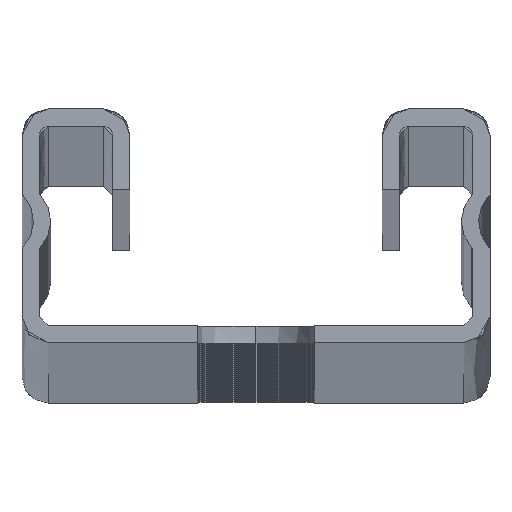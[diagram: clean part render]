
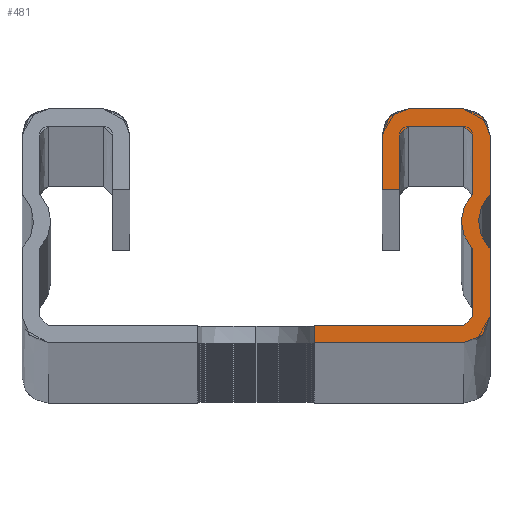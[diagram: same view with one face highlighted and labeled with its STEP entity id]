
A CAD part, top view. The second image highlights one B-rep face of the part: STEP entity #481.
In plain terms, the highlighted planar face has unit normal (0, 0, 1).
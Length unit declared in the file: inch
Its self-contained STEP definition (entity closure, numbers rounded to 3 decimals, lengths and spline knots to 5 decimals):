
#481=ADVANCED_FACE('',(#1094),#1095,.T.);
#1094=FACE_OUTER_BOUND('',#2341,.T.);
#1095=PLANE('',#2342);
#2341=EDGE_LOOP('',(#4068,#4069,#4070,#4071,#4072,#4073,#4074,#4075,#4076,#4077,#4078,#4079,#4080,#4081,#4082,#4083,#4084,#4085,#4086,#4087,#4088,#4089));
#2342=AXIS2_PLACEMENT_3D('',#4090,#4091,#4092);
#4068=ORIENTED_EDGE('',*,*,#5446,.T.);
#4069=ORIENTED_EDGE('',*,*,#5159,.F.);
#4070=ORIENTED_EDGE('',*,*,#5337,.F.);
#4071=ORIENTED_EDGE('',*,*,#5448,.F.);
#4072=ORIENTED_EDGE('',*,*,#5600,.F.);
#4073=ORIENTED_EDGE('',*,*,#5617,.F.);
#4074=ORIENTED_EDGE('',*,*,#5480,.F.);
#4075=ORIENTED_EDGE('',*,*,#5618,.F.);
#4076=ORIENTED_EDGE('',*,*,#5619,.F.);
#4077=ORIENTED_EDGE('',*,*,#5620,.F.);
#4078=ORIENTED_EDGE('',*,*,#5527,.F.);
#4079=ORIENTED_EDGE('',*,*,#5621,.F.);
#4080=ORIENTED_EDGE('',*,*,#5274,.F.);
#4081=ORIENTED_EDGE('',*,*,#5622,.F.);
#4082=ORIENTED_EDGE('',*,*,#5596,.F.);
#4083=ORIENTED_EDGE('',*,*,#5390,.F.);
#4084=ORIENTED_EDGE('',*,*,#5623,.F.);
#4085=ORIENTED_EDGE('',*,*,#5624,.F.);
#4086=ORIENTED_EDGE('',*,*,#5625,.F.);
#4087=ORIENTED_EDGE('',*,*,#5341,.F.);
#4088=ORIENTED_EDGE('',*,*,#5324,.F.);
#4089=ORIENTED_EDGE('',*,*,#5626,.F.);
#4090=CARTESIAN_POINT('',(0.72125,0.34927,120.0));
#4091=DIRECTION('',(0.0,0.0,1.0));
#4092=DIRECTION('',(1.0,0.0,0.0));
#5159=EDGE_CURVE('',#6210,#6185,#6212,.T.);
#5274=EDGE_CURVE('',#6410,#6411,#6412,.T.);
#5324=EDGE_CURVE('',#6484,#6485,#6486,.T.);
#5337=EDGE_CURVE('',#6505,#6210,#6506,.T.);
#5341=EDGE_CURVE('',#6485,#6511,#6512,.T.);
#5390=EDGE_CURVE('',#6583,#6584,#6585,.T.);
#5446=EDGE_CURVE('',#6663,#6185,#6666,.T.);
#5448=EDGE_CURVE('',#6668,#6505,#6669,.T.);
#5480=EDGE_CURVE('',#6714,#6715,#6716,.T.);
#5527=EDGE_CURVE('',#6783,#6784,#6785,.T.);
#5596=EDGE_CURVE('',#6584,#6876,#6877,.T.);
#5600=EDGE_CURVE('',#6882,#6668,#6883,.T.);
#5617=EDGE_CURVE('',#6715,#6882,#6906,.T.);
#5618=EDGE_CURVE('',#6907,#6714,#6908,.T.);
#5619=EDGE_CURVE('',#6909,#6907,#6910,.T.);
#5620=EDGE_CURVE('',#6784,#6909,#6911,.T.);
#5621=EDGE_CURVE('',#6411,#6783,#6912,.T.);
#5622=EDGE_CURVE('',#6876,#6410,#6913,.T.);
#5623=EDGE_CURVE('',#6914,#6583,#6915,.T.);
#5624=EDGE_CURVE('',#6916,#6914,#6917,.T.);
#5625=EDGE_CURVE('',#6511,#6916,#6918,.T.);
#5626=EDGE_CURVE('',#6663,#6484,#6919,.T.);
#6185=VERTEX_POINT('',#7857);
#6210=VERTEX_POINT('',#7902);
#6212=LINE('',#7905,#7906);
#6410=VERTEX_POINT('',#8278);
#6411=VERTEX_POINT('',#8279);
#6412=LINE('',#8280,#8281);
#6484=VERTEX_POINT('',#8402);
#6485=VERTEX_POINT('',#8403);
#6486=B_SPLINE_CURVE_WITH_KNOTS('',3,(#8404,#8405,#8406,#8407),.UNSPECIFIED.,.F.,.F.,(4,4),(0.0,1.0),.UNSPECIFIED.);
#6505=VERTEX_POINT('',#8439);
#6506=B_SPLINE_CURVE_WITH_KNOTS('',3,(#8440,#8441,#8442,#8443),.UNSPECIFIED.,.F.,.F.,(4,4),(0.0,1.0),.UNSPECIFIED.);
#6511=VERTEX_POINT('',#8452);
#6512=LINE('',#8453,#8454);
#6583=VERTEX_POINT('',#8580);
#6584=VERTEX_POINT('',#8581);
#6585=B_SPLINE_CURVE_WITH_KNOTS('',3,(#8582,#8583,#8584,#8585),.UNSPECIFIED.,.F.,.F.,(4,4),(0.0,1.0),.UNSPECIFIED.);
#6663=VERTEX_POINT('',#8725);
#6666=LINE('',#8730,#8731);
#6668=VERTEX_POINT('',#8733);
#6669=LINE('',#8734,#8735);
#6714=VERTEX_POINT('',#8816);
#6715=VERTEX_POINT('',#8817);
#6716=LINE('',#8818,#8819);
#6783=VERTEX_POINT('',#8937);
#6784=VERTEX_POINT('',#8938);
#6785=LINE('',#8939,#8940);
#6876=VERTEX_POINT('',#9102);
#6877=LINE('',#9103,#9104);
#6882=VERTEX_POINT('',#9111);
#6883=CIRCLE('',#9112,0.13191);
#6906=B_SPLINE_CURVE_WITH_KNOTS('',3,(#9153,#9154,#9155,#9156),.UNSPECIFIED.,.F.,.F.,(4,4),(0.0,1.0),.UNSPECIFIED.);
#6907=VERTEX_POINT('',#9157);
#6908=B_SPLINE_CURVE_WITH_KNOTS('',3,(#9158,#9159,#9160,#9161),.UNSPECIFIED.,.F.,.F.,(4,4),(0.0,1.0),.UNSPECIFIED.);
#6909=VERTEX_POINT('',#9162);
#6910=LINE('',#9163,#9164);
#6911=B_SPLINE_CURVE_WITH_KNOTS('',3,(#9165,#9166,#9167,#9168),.UNSPECIFIED.,.F.,.F.,(4,4),(0.0,1.0),.UNSPECIFIED.);
#6912=LINE('',#9169,#9170);
#6913=B_SPLINE_CURVE_WITH_KNOTS('',3,(#9171,#9172,#9173,#9174),.UNSPECIFIED.,.F.,.F.,(4,4),(0.0,1.0),.UNSPECIFIED.);
#6914=VERTEX_POINT('',#9175);
#6915=LINE('',#9176,#9177);
#6916=VERTEX_POINT('',#9178);
#6917=B_SPLINE_CURVE_WITH_KNOTS('',3,(#9179,#9180,#9181,#9182),.UNSPECIFIED.,.F.,.F.,(4,4),(0.0,1.0),.UNSPECIFIED.);
#6918=B_SPLINE_CURVE_WITH_KNOTS('',3,(#9183,#9184,#9185,#9186),.UNSPECIFIED.,.F.,.F.,(4,4),(0.0,1.0),.UNSPECIFIED.);
#6919=LINE('',#9187,#9188);
#7857=CARTESIAN_POINT('',(0.92438,0.0,120.0));
#7902=CARTESIAN_POINT('',(1.4425,0.0,120.0));
#7905=CARTESIAN_POINT('',(1.4425,0.0,120.0));
#7906=VECTOR('',#9871,1.0);
#8278=CARTESIAN_POINT('',(1.21876,0.72125,120.0));
#8279=CARTESIAN_POINT('',(1.21876,0.5315,120.0));
#8280=CARTESIAN_POINT('',(1.21876,0.72125,120.0));
#8281=VECTOR('',#9935,1.0);
#8402=CARTESIAN_POINT('',(1.4425,0.06,120.0));
#8403=CARTESIAN_POINT('',(1.47375,0.09125,120.0));
#8404=CARTESIAN_POINT('',(1.4425,0.06,120.0));
#8405=CARTESIAN_POINT('',(1.45977,0.06,120.0));
#8406=CARTESIAN_POINT('',(1.47375,0.07399,120.0));
#8407=CARTESIAN_POINT('',(1.47375,0.09125,120.0));
#8439=CARTESIAN_POINT('',(1.53375,0.09125,120.0));
#8440=CARTESIAN_POINT('',(1.53375,0.09125,120.0));
#8441=CARTESIAN_POINT('',(1.53375,0.04085,120.0));
#8442=CARTESIAN_POINT('',(1.4929,0.0,120.0));
#8443=CARTESIAN_POINT('',(1.4425,0.0,120.0));
#8452=CARTESIAN_POINT('',(1.47375,0.32813,120.0));
#8453=CARTESIAN_POINT('',(1.47375,0.09125,120.0));
#8454=VECTOR('',#9972,1.0);
#8580=CARTESIAN_POINT('',(1.47375,0.72125,120.0));
#8581=CARTESIAN_POINT('',(1.4425,0.7525,120.0));
#8582=CARTESIAN_POINT('',(1.47375,0.72125,120.0));
#8583=CARTESIAN_POINT('',(1.47375,0.73851,120.0));
#8584=CARTESIAN_POINT('',(1.45977,0.7525,120.0));
#8585=CARTESIAN_POINT('',(1.4425,0.7525,120.0));
#8725=CARTESIAN_POINT('',(0.92438,0.06,120.0));
#8730=CARTESIAN_POINT('',(0.92438,0.13027,120.0));
#8731=VECTOR('',#10026,1.0);
#8733=CARTESIAN_POINT('',(1.53375,0.32813,120.0));
#8734=CARTESIAN_POINT('',(1.53375,0.32813,120.0));
#8735=VECTOR('',#10027,1.0);
#8816=CARTESIAN_POINT('',(1.53375,0.72125,120.0));
#8817=CARTESIAN_POINT('',(1.53375,0.51563,120.0));
#8818=CARTESIAN_POINT('',(1.53375,0.72125,120.0));
#8819=VECTOR('',#10043,1.0);
#8937=CARTESIAN_POINT('',(1.15875,0.5315,120.0));
#8938=CARTESIAN_POINT('',(1.15875,0.72125,120.0));
#8939=CARTESIAN_POINT('',(1.15875,0.5315,120.0));
#8940=VECTOR('',#10068,1.0);
#9102=CARTESIAN_POINT('',(1.25001,0.7525,120.0));
#9103=CARTESIAN_POINT('',(1.4425,0.7525,120.0));
#9104=VECTOR('',#10101,1.0);
#9111=CARTESIAN_POINT('',(1.52986,0.33202,120.0));
#9112=AXIS2_PLACEMENT_3D('',#10104,#10105,#10106);
#9153=CARTESIAN_POINT('',(1.53375,0.51563,120.0));
#9154=CARTESIAN_POINT('',(1.48198,0.466,120.0));
#9155=CARTESIAN_POINT('',(1.48023,0.38379,120.0));
#9156=CARTESIAN_POINT('',(1.52986,0.33202,120.0));
#9157=CARTESIAN_POINT('',(1.4425,0.8125,120.0));
#9158=CARTESIAN_POINT('',(1.4425,0.8125,120.0));
#9159=CARTESIAN_POINT('',(1.4929,0.8125,120.0));
#9160=CARTESIAN_POINT('',(1.53375,0.77165,120.0));
#9161=CARTESIAN_POINT('',(1.53375,0.72125,120.0));
#9162=CARTESIAN_POINT('',(1.25001,0.8125,120.0));
#9163=CARTESIAN_POINT('',(1.25001,0.8125,120.0));
#9164=VECTOR('',#10116,1.0);
#9165=CARTESIAN_POINT('',(1.15875,0.72125,120.0));
#9166=CARTESIAN_POINT('',(1.15875,0.77165,120.0));
#9167=CARTESIAN_POINT('',(1.19961,0.8125,120.0));
#9168=CARTESIAN_POINT('',(1.25001,0.8125,120.0));
#9169=CARTESIAN_POINT('',(1.21876,0.5315,120.0));
#9170=VECTOR('',#10117,1.0);
#9171=CARTESIAN_POINT('',(1.25001,0.7525,120.0));
#9172=CARTESIAN_POINT('',(1.23274,0.7525,120.0));
#9173=CARTESIAN_POINT('',(1.21876,0.73851,120.0));
#9174=CARTESIAN_POINT('',(1.21876,0.72125,120.0));
#9175=CARTESIAN_POINT('',(1.47375,0.51563,120.0));
#9176=CARTESIAN_POINT('',(1.47375,0.51563,120.0));
#9177=VECTOR('',#10118,1.0);
#9178=CARTESIAN_POINT('',(1.46987,0.33202,120.0));
#9179=CARTESIAN_POINT('',(1.46987,0.33202,120.0));
#9180=CARTESIAN_POINT('',(1.42024,0.38379,120.0));
#9181=CARTESIAN_POINT('',(1.42198,0.466,120.0));
#9182=CARTESIAN_POINT('',(1.47375,0.51563,120.0));
#9183=CARTESIAN_POINT('',(1.47375,0.32813,120.0));
#9184=CARTESIAN_POINT('',(1.47243,0.3294,120.0));
#9185=CARTESIAN_POINT('',(1.47113,0.33069,120.0));
#9186=CARTESIAN_POINT('',(1.46987,0.33202,120.0));
#9187=CARTESIAN_POINT('',(0.0,0.06,120.0));
#9188=VECTOR('',#10119,1.0);
#9871=DIRECTION('',(-1.0,0.0,0.0));
#9935=DIRECTION('',(0.0,-1.0,0.0));
#9972=DIRECTION('',(0.0,1.0,0.0));
#10026=DIRECTION('',(-0.0,-1.0,0.0));
#10027=DIRECTION('',(0.0,-1.0,0.0));
#10043=DIRECTION('',(0.0,-1.0,0.0));
#10068=DIRECTION('',(0.0,1.0,0.0));
#10101=DIRECTION('',(-1.0,0.0,0.0));
#10104=CARTESIAN_POINT('',(1.62506,0.42333,120.0));
#10105=DIRECTION('',(0.0,0.0,1.0));
#10106=DIRECTION('',(-0.722,-0.692,0.0));
#10116=DIRECTION('',(1.0,0.0,0.0));
#10117=DIRECTION('',(-1.0,0.0,0.0));
#10118=DIRECTION('',(0.0,1.0,0.0));
#10119=DIRECTION('',(1.0,0.0,0.0));
